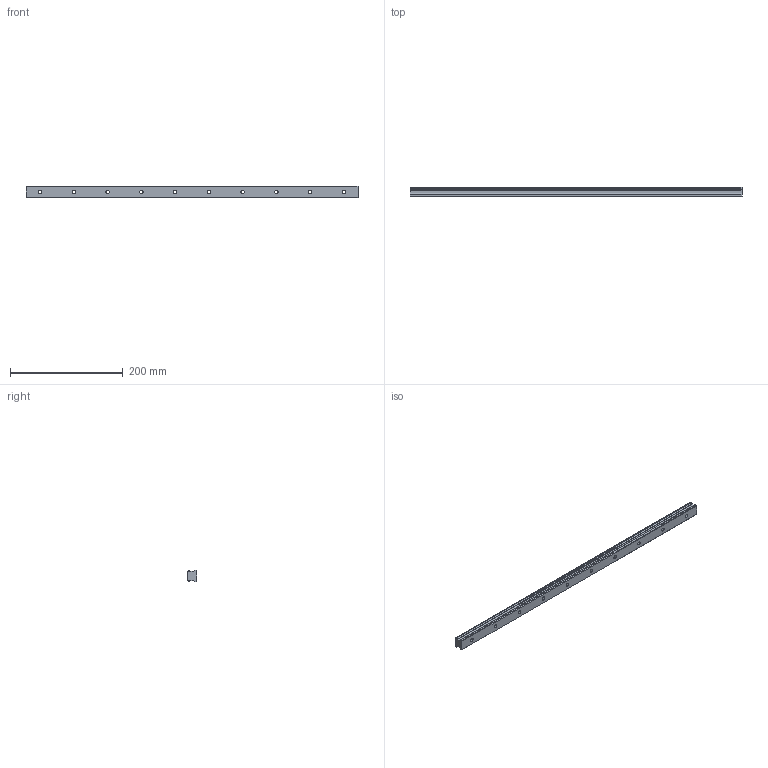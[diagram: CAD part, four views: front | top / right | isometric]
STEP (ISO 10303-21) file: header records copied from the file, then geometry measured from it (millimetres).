
FILE_DESCRIPTION (( 'STEP AP214' ), '1' );
FILE_NAME ('SHS20C1SS-590L_G25_0_B-M6F_255-5_0_0_0_1.STEP', '2021-06-14T09:18:48', ( '' ), ( '' ), 'SwSTEP 2.0', 'SolidWorks 2021', '' );
FILE_SCHEMA (( 'AUTOMOTIVE_DESIGN' ));
Length unit declared in the file: millimetre
Products named in the file (2): SHS20C1SS-590L_G25_0_B-M6F_255-5_0_0_0_1; _SHS20C59025 Track
Assembly tree (1 placements, depth 2):
  SHS20C1SS-590L_G25_0_B-M6F_255-5_0_0_0_1
    _SHS20C59025 Track
Bounding box: 590 x 16.5 x 20 mm (x, y, z)
Volume: 166297.5 mm3; surface area: 47445.5 mm2
Topology: 1 solids, 1 shells, 86 faces, 222 edges, 148 vertices
Faces by surface type: cylinder 60, plane 26
Entity records: 2792 total; most frequent: DIRECTION 522, CARTESIAN_POINT 460, ORIENTED_EDGE 444, EDGE_CURVE 222, AXIS2_PLACEMENT_3D 210, VERTEX_POINT 148, CIRCLE 120, EDGE_LOOP 116
